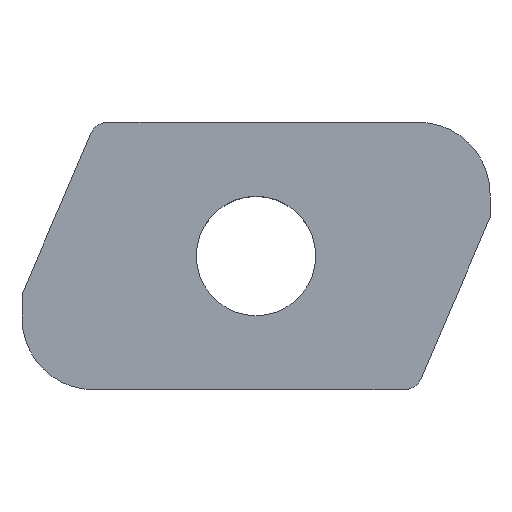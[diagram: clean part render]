
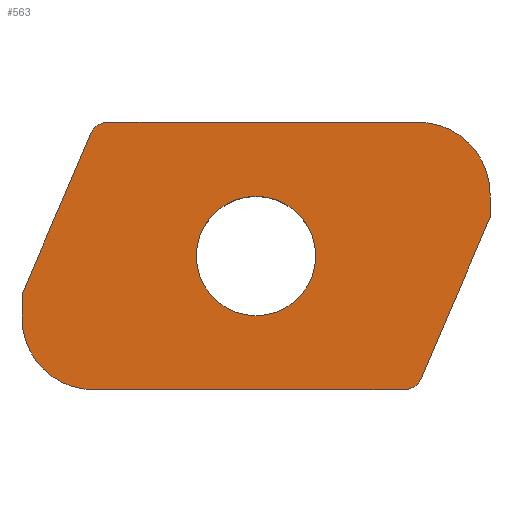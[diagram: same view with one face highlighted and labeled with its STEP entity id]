
A CAD part, top view. The second image highlights one B-rep face of the part: STEP entity #563.
In plain terms, the highlighted planar face has unit normal (0, 0, 1).
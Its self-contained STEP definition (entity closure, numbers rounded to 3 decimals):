
#70=CARTESIAN_POINT('',(-6.917,5.127,5.2));
#71=VERTEX_POINT('',#70);
#81=CARTESIAN_POINT('',(-6.2,5.6,5.2));
#82=VERTEX_POINT('',#81);
#83=CARTESIAN_POINT('',(-6.2,5.6,5.2));
#84=CARTESIAN_POINT('',(-6.427,5.6,5.2));
#85=CARTESIAN_POINT('',(-6.656,5.511,5.2));
#86=CARTESIAN_POINT('',(-6.827,5.336,5.2));
#87=CARTESIAN_POINT('',(-6.917,5.127,5.2));
#88=B_SPLINE_CURVE_WITH_KNOTS('',4,(#83,#84,#85,#86,#87),.UNSPECIFIED.,.F.,.F.,(5,5),(2.45,3.36),.UNSPECIFIED.);
#89=EDGE_CURVE('',#82,#71,#88,.T.);
#117=CARTESIAN_POINT('',(6.8,5.6,5.2));
#118=VERTEX_POINT('',#117);
#119=CARTESIAN_POINT('',(6.8,5.6,5.2));
#120=DIRECTION('',(-1.,-0.,0.));
#121=VECTOR('',#120,13.);
#122=LINE('',#119,#121);
#123=EDGE_CURVE('',#118,#82,#122,.T.);
#147=CARTESIAN_POINT('',(-9.8,-1.6,5.2));
#148=VERTEX_POINT('',#147);
#155=CARTESIAN_POINT('',(-6.917,5.127,5.2));
#156=DIRECTION('',(-0.394,-0.919,0.));
#157=VECTOR('',#156,7.319);
#158=LINE('',#155,#157);
#159=EDGE_CURVE('',#71,#148,#158,.T.);
#214=CARTESIAN_POINT('',(9.8,2.6,5.2));
#215=VERTEX_POINT('',#214);
#216=CARTESIAN_POINT('',(9.8,2.6,5.2));
#217=CARTESIAN_POINT('',(9.8,3.542,5.2));
#218=CARTESIAN_POINT('',(9.431,4.486,5.2));
#219=CARTESIAN_POINT('',(8.686,5.231,5.2));
#220=CARTESIAN_POINT('',(7.742,5.6,5.2));
#221=CARTESIAN_POINT('',(6.8,5.6,5.2));
#222=B_SPLINE_CURVE_WITH_KNOTS('',5,(#216,#217,#218,#219,#220,#221),.UNSPECIFIED.,.F.,.F.,(6,6),(4.712,9.425),.UNSPECIFIED.);
#223=EDGE_CURVE('',#215,#118,#222,.T.);
#251=CARTESIAN_POINT('',(9.8,1.6,5.2));
#252=VERTEX_POINT('',#251);
#253=CARTESIAN_POINT('',(9.8,1.6,5.2));
#254=DIRECTION('',(-0.,1.,0.));
#255=VECTOR('',#254,1.);
#256=LINE('',#253,#255);
#257=EDGE_CURVE('',#252,#215,#256,.T.);
#282=CARTESIAN_POINT('',(6.917,-5.127,5.2));
#283=VERTEX_POINT('',#282);
#284=CARTESIAN_POINT('',(6.917,-5.127,5.2));
#285=DIRECTION('',(0.394,0.919,-0.));
#286=VECTOR('',#285,7.319);
#287=LINE('',#284,#286);
#288=EDGE_CURVE('',#283,#252,#287,.T.);
#341=CARTESIAN_POINT('',(6.2,-5.6,5.2));
#342=VERTEX_POINT('',#341);
#343=CARTESIAN_POINT('',(6.2,-5.6,5.2));
#344=CARTESIAN_POINT('',(6.427,-5.6,5.2));
#345=CARTESIAN_POINT('',(6.656,-5.511,5.2));
#346=CARTESIAN_POINT('',(6.827,-5.336,5.2));
#347=CARTESIAN_POINT('',(6.917,-5.127,5.2));
#348=B_SPLINE_CURVE_WITH_KNOTS('',4,(#343,#344,#345,#346,#347),.UNSPECIFIED.,.F.,.F.,(5,5),(0.,0.909),.UNSPECIFIED.);
#349=EDGE_CURVE('',#342,#283,#348,.T.);
#377=CARTESIAN_POINT('',(-6.8,-5.6,5.2));
#378=VERTEX_POINT('',#377);
#379=CARTESIAN_POINT('',(-6.8,-5.6,5.2));
#380=DIRECTION('',(1.,0.,-0.));
#381=VECTOR('',#380,13.);
#382=LINE('',#379,#381);
#383=EDGE_CURVE('',#378,#342,#382,.T.);
#443=CARTESIAN_POINT('',(-9.8,-2.6,5.2));
#444=VERTEX_POINT('',#443);
#445=CARTESIAN_POINT('',(-9.8,-2.6,5.2));
#446=CARTESIAN_POINT('',(-9.8,-3.542,5.2));
#447=CARTESIAN_POINT('',(-9.431,-4.486,5.2));
#448=CARTESIAN_POINT('',(-8.686,-5.231,5.2));
#449=CARTESIAN_POINT('',(-7.742,-5.6,5.2));
#450=CARTESIAN_POINT('',(-6.8,-5.6,5.2));
#451=B_SPLINE_CURVE_WITH_KNOTS('',5,(#445,#446,#447,#448,#449,#450),.UNSPECIFIED.,.F.,.F.,(6,6),(14.137,18.85),.UNSPECIFIED.);
#452=EDGE_CURVE('',#444,#378,#451,.T.);
#478=CARTESIAN_POINT('',(-9.8,-1.6,5.2));
#479=DIRECTION('',(0.,-1.,0.));
#480=VECTOR('',#479,1.);
#481=LINE('',#478,#480);
#482=EDGE_CURVE('',#148,#444,#481,.T.);
#526=CARTESIAN_POINT('',(-0.,0.,5.2));
#527=DIRECTION('',(0.,0.,-1.));
#528=DIRECTION('',(0.991,0.132,0.));
#529=AXIS2_PLACEMENT_3D('',#526,#527,#528);
#530=PLANE('',#529);
#531=ORIENTED_EDGE('',*,*,#89,.T.);
#532=ORIENTED_EDGE('',*,*,#159,.T.);
#533=ORIENTED_EDGE('',*,*,#482,.T.);
#534=ORIENTED_EDGE('',*,*,#452,.T.);
#535=ORIENTED_EDGE('',*,*,#383,.T.);
#536=ORIENTED_EDGE('',*,*,#349,.T.);
#537=ORIENTED_EDGE('',*,*,#288,.T.);
#538=ORIENTED_EDGE('',*,*,#257,.T.);
#539=ORIENTED_EDGE('',*,*,#223,.T.);
#540=ORIENTED_EDGE('',*,*,#123,.T.);
#541=EDGE_LOOP('',(#531,#532,#533,#534,#535,#536,#537,#538,#539,#540));
#542=FACE_BOUND('',#541,.T.);
#543=CARTESIAN_POINT('',(0.,-2.5,5.2));
#544=VERTEX_POINT('',#543);
#545=CARTESIAN_POINT('',(-0.,2.5,5.2));
#546=VERTEX_POINT('',#545);
#547=CARTESIAN_POINT('',(-0.,0.,5.2));
#548=DIRECTION('',(0.,0.,-1.));
#549=DIRECTION('',(1.,0.,0.));
#550=AXIS2_PLACEMENT_3D('',#547,#548,#549);
#551=CIRCLE('',#550,2.5);
#552=EDGE_CURVE('',#544,#546,#551,.T.);
#553=ORIENTED_EDGE('',*,*,#552,.T.);
#554=CARTESIAN_POINT('',(-0.,-0.,5.2));
#555=DIRECTION('',(0.,0.,-1.));
#556=DIRECTION('',(1.,0.,0.));
#557=AXIS2_PLACEMENT_3D('',#554,#555,#556);
#558=CIRCLE('',#557,2.5);
#559=EDGE_CURVE('',#546,#544,#558,.T.);
#560=ORIENTED_EDGE('',*,*,#559,.T.);
#561=EDGE_LOOP('',(#553,#560));
#562=FACE_BOUND('',#561,.T.);
#563=ADVANCED_FACE('CUT',(#542,#562),#530,.F.);
